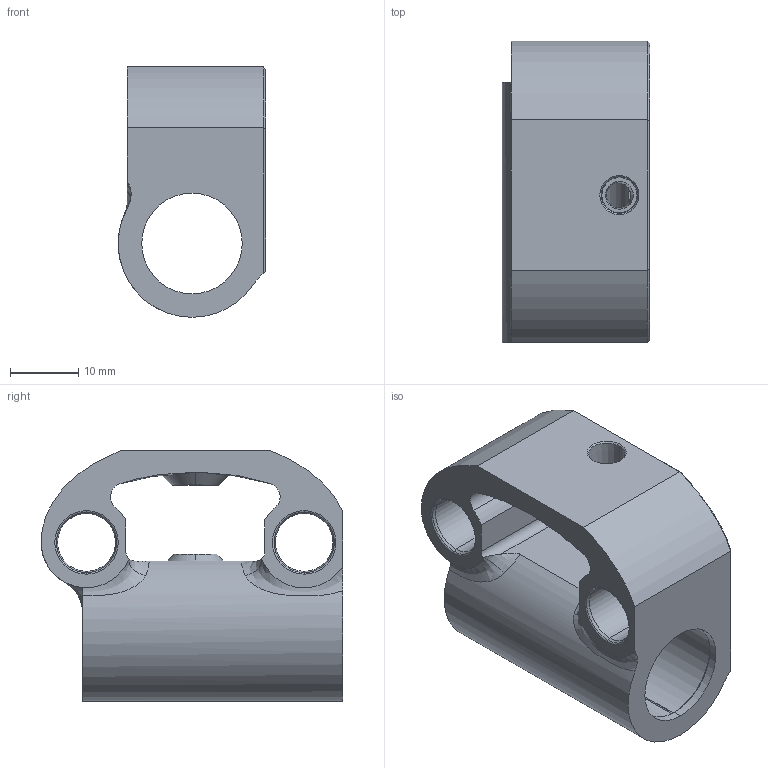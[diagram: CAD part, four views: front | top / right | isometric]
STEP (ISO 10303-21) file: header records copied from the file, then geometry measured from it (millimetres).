
FILE_DESCRIPTION (( 'STEP AP214' ), '1' );
FILE_NAME ('XIdlerMount.STEP', '2021-11-05T14:41:43', ( '' ), ( '' ), 'SwSTEP 2.0', 'SolidWorks 2021', '' );
FILE_SCHEMA (( 'AUTOMOTIVE_DESIGN' ));
Length unit declared in the file: inch
Products named in the file (1): XIdlerMount
Bounding box: 21.59 x 44.14 x 36.66 mm (x, y, z)
Volume: 12672.5 mm3; surface area: 8722.3 mm2
Topology: 1 solids, 2 shells, 144 faces, 365 edges, 228 vertices
Faces by surface type: plane 65, cylinder 29, bspline 24, cone 22, torus 4
Entity records: 9034 total; most frequent: CARTESIAN_POINT 5723, ORIENTED_EDGE 730, DIRECTION 602, EDGE_CURVE 365, VERTEX_POINT 228, AXIS2_PLACEMENT_3D 215, LINE 172, VECTOR 172
